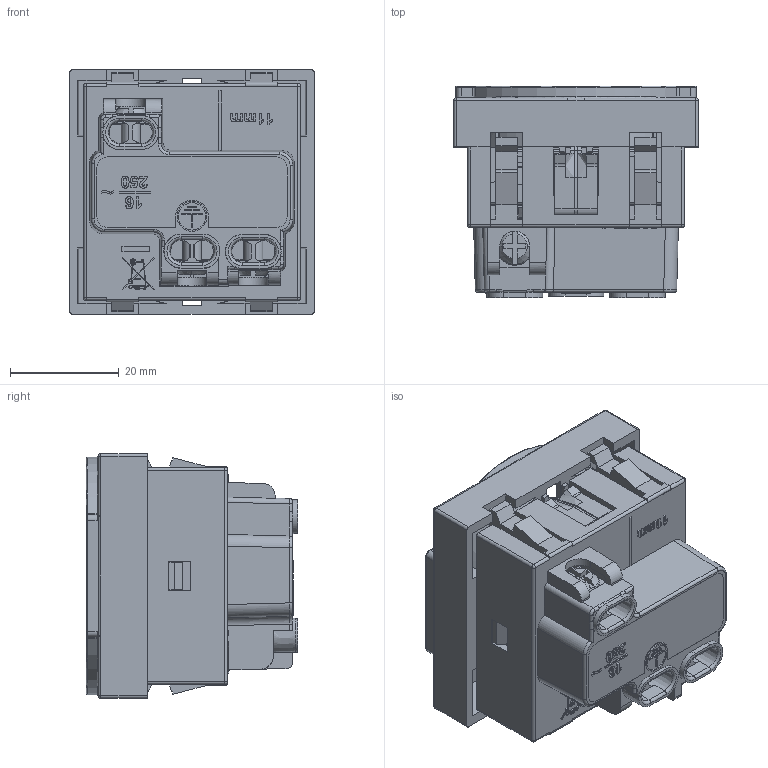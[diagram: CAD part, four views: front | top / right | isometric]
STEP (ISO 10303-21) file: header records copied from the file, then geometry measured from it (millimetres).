
FILE_DESCRIPTION (( 'STEP AP214' ), '1' );
FILE_NAME ('6120760-5.STEP', '2022-06-16T12:28:22', ( '' ), ( '' ), 'SwSTEP 2.0', 'SolidWorks 2020', '' );
FILE_SCHEMA (( 'AUTOMOTIVE_DESIGN' ));
Length unit declared in the file: millimetre
Products named in the file (4): 206076.STEP.STEP; 206074.STEP.STEP; 6120760-5; 206078.STEP.STEP
Assembly tree (3 placements, depth 2):
  6120760-5
    206074.STEP.STEP
    206078.STEP.STEP
    206076.STEP.STEP
Bounding box: 45 x 38.91 x 45 mm (x, y, z)
Volume: 19951.6 mm3; surface area: 33304.9 mm2
Topology: 12 solids, 12 shells, 2578 faces, 7260 edges, 4725 vertices
Faces by surface type: plane 1579, cylinder 508, bspline 294, cone 102, torus 72, sphere 23
Entity records: 97629 total; most frequent: CARTESIAN_POINT 34465, ORIENTED_EDGE 14450, DIRECTION 11140, EDGE_CURVE 7225, VERTEX_POINT 4721, VECTOR 4396, LINE 4396, AXIS2_PLACEMENT_3D 3372
